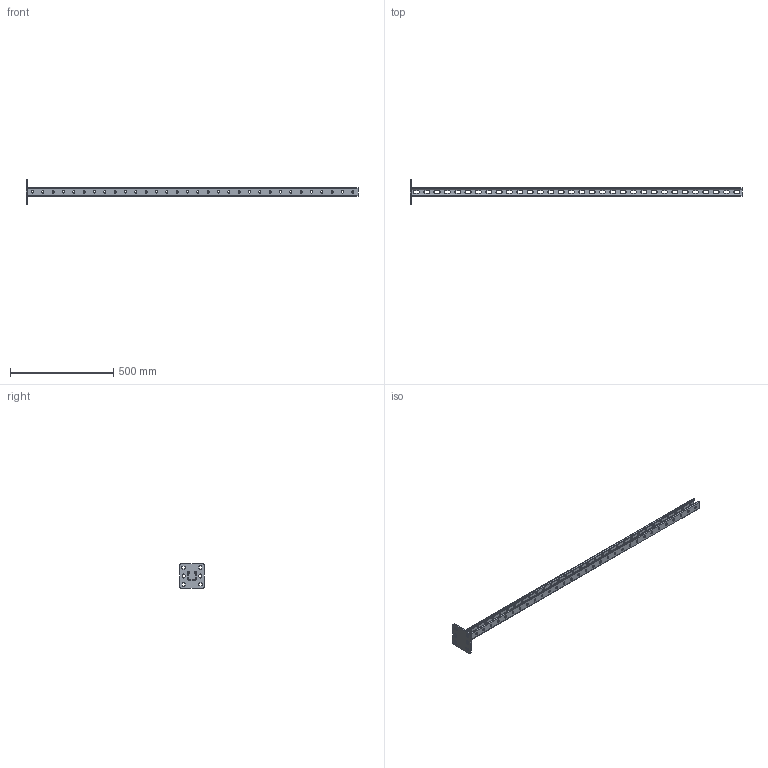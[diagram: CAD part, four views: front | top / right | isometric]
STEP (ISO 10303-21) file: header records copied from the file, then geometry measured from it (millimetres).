
FILE_DESCRIPTION (( 'STEP AP203' ), '1' );
FILE_NAME ('Êðîíøòåéí ïîòîëî÷íûé îäèíàðíûé_h41-1600.step', '2022-01-27T08:28:21', ( '' ), ( '' ), 'SwSTEP 2.0', 'SolidWorks 2017', '' );
FILE_SCHEMA (( 'CONFIG_CONTROL_DESIGN' ));
Length unit declared in the file: millimetre
Products named in the file (3): Ïÿòêà ïîòîëî÷êàÿ; STRUT-镳铘桦黖h41-1600; Êðîíøòåéí ïîòîëî÷íûé îäèíàðíûé_h41-1600
Assembly tree (2 placements, depth 2):
  Êðîíøòåéí ïîòîëî÷íûé îäèíàðíûé_h41-1600
    Ïÿòêà ïîòîëî÷êàÿ
    STRUT-镳铘桦黖h41-1600
Bounding box: 1606 x 120 x 120 mm (x, y, z)
Volume: 571473.8 mm3; surface area: 446232.7 mm2
Topology: 2 solids, 2 shells, 2074 faces, 6162 edges, 4092 vertices
Faces by surface type: plane 1852, cylinder 222
Entity records: 69079 total; most frequent: CARTESIAN_POINT 12333, ORIENTED_EDGE 12324, DIRECTION 10764, EDGE_CURVE 6162, VECTOR 5718, LINE 5718, VERTEX_POINT 4092, AXIS2_PLACEMENT_3D 2523
